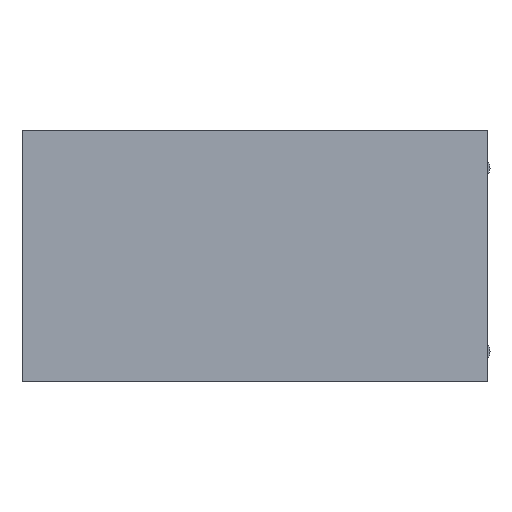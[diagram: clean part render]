
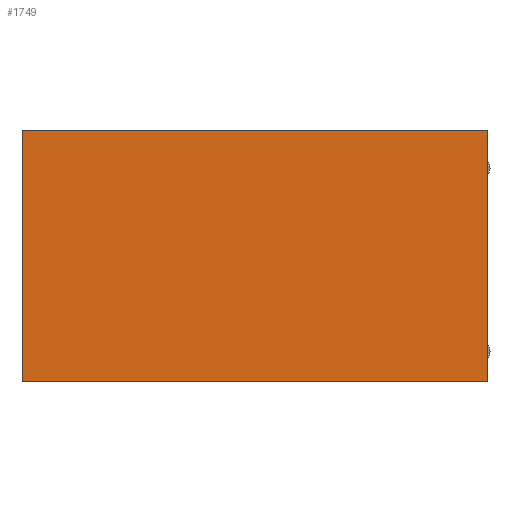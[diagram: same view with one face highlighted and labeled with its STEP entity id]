
A CAD part, left-side view. The second image highlights one B-rep face of the part: STEP entity #1749.
In plain terms, the highlighted planar face has unit normal (-1, 0, 0).
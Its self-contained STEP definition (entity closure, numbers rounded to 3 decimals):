
#739=CARTESIAN_POINT('',(-269.338,42.709,570.05));
#740=VERTEX_POINT('',#739);
#747=CARTESIAN_POINT('',(-269.338,42.709,470.05));
#748=VERTEX_POINT('',#747);
#749=CARTESIAN_POINT('',(-269.338,42.709,570.05));
#750=DIRECTION('',(0.,0.,-1.));
#751=VECTOR('',#750,100.);
#752=LINE('',#749,#751);
#753=EDGE_CURVE('',#740,#748,#752,.T.);
#1707=CARTESIAN_POINT('',(-269.338,227.768,470.05));
#1708=VERTEX_POINT('',#1707);
#1709=CARTESIAN_POINT('',(-269.338,42.709,470.05));
#1710=DIRECTION('',(-0.,1.,0.));
#1711=VECTOR('',#1710,185.059);
#1712=LINE('',#1709,#1711);
#1713=EDGE_CURVE('',#748,#1708,#1712,.T.);
#1726=CARTESIAN_POINT('',(-269.338,42.709,470.05));
#1727=DIRECTION('',(1.,0.,0.));
#1728=DIRECTION('',(-0.,1.,0.));
#1729=AXIS2_PLACEMENT_3D('',#1726,#1727,#1728);
#1730=PLANE('',#1729);
#1731=CARTESIAN_POINT('',(-269.338,227.768,570.05));
#1732=VERTEX_POINT('',#1731);
#1733=CARTESIAN_POINT('',(-269.338,42.709,570.05));
#1734=DIRECTION('',(-0.,1.,0.));
#1735=VECTOR('',#1734,185.059);
#1736=LINE('',#1733,#1735);
#1737=EDGE_CURVE('',#740,#1732,#1736,.T.);
#1738=ORIENTED_EDGE('',*,*,#1737,.T.);
#1739=CARTESIAN_POINT('',(-269.338,227.768,570.05));
#1740=DIRECTION('',(0.,0.,-1.));
#1741=VECTOR('',#1740,100.);
#1742=LINE('',#1739,#1741);
#1743=EDGE_CURVE('',#1732,#1708,#1742,.T.);
#1744=ORIENTED_EDGE('',*,*,#1743,.T.);
#1745=ORIENTED_EDGE('',*,*,#1713,.F.);
#1746=ORIENTED_EDGE('',*,*,#753,.F.);
#1747=EDGE_LOOP('',(#1738,#1744,#1745,#1746));
#1748=FACE_BOUND('',#1747,.T.);
#1749=ADVANCED_FACE('',(#1748),#1730,.F.);
